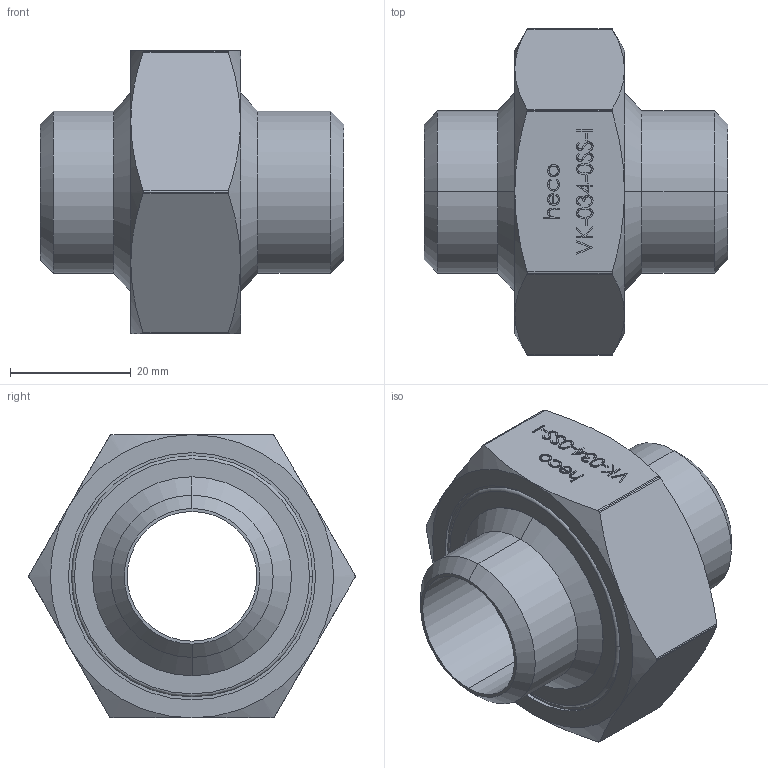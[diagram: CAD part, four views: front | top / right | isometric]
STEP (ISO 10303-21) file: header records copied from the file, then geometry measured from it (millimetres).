
FILE_DESCRIPTION (( 'STEP AP214' ), '1' );
FILE_NAME ('heco_VK-034-0SS-I.STEP', '2016-09-26T08:23:46', ( '' ), ( '' ), 'SwSTEP 2.0', 'SolidWorks 2016', '' );
FILE_SCHEMA (( 'AUTOMOTIVE_DESIGN' ));
Length unit declared in the file: millimetre
Products named in the file (1): heco_VK-034-0SS-I
Bounding box: 50.4 x 54.12 x 47.1 mm (x, y, z)
Volume: 31741.8 mm3; surface area: 12120.5 mm2
Topology: 1 solids, 1 shells, 254 faces, 646 edges, 420 vertices
Faces by surface type: plane 101, bspline 97, cone 28, cylinder 26, torus 2
Entity records: 14652 total; most frequent: CARTESIAN_POINT 7242, ORIENTED_EDGE 1292, DIRECTION 778, EDGE_CURVE 646, VERTEX_POINT 420, LINE 346, VECTOR 346, EDGE_LOOP 282
